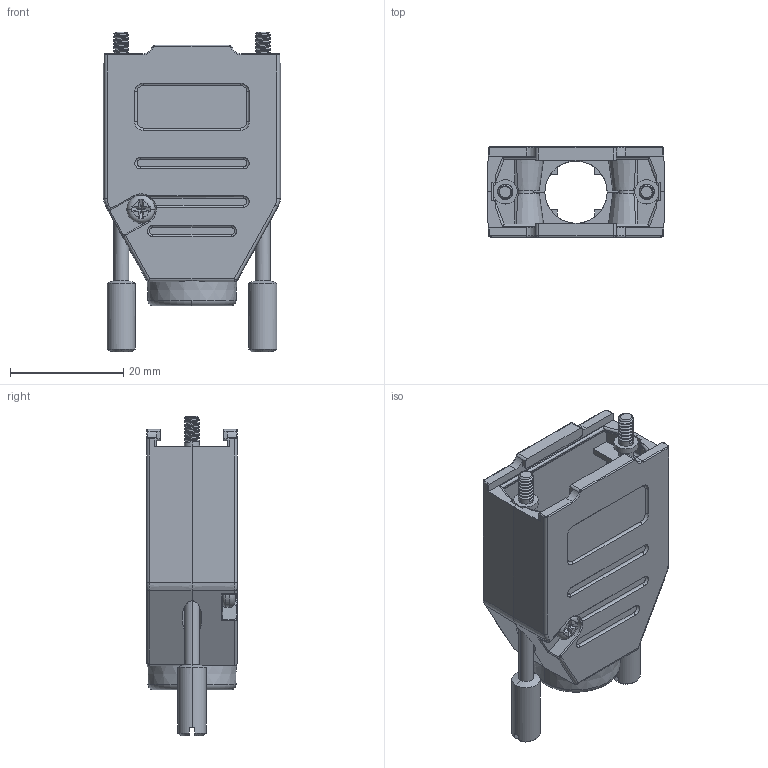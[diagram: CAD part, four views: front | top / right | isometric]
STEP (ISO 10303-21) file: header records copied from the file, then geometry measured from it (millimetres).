
FILE_DESCRIPTION (( 'STEP AP214' ), '1' );
FILE_NAME ('FDB0903-C200B-REF .STEP', '2025-01-22T08:02:36', ( '' ), ( '' ), 'SwSTEP 2.0', 'SolidWorks 2021', '' );
FILE_SCHEMA (( 'AUTOMOTIVE_DESIGN' ));
Length unit declared in the file: millimetre
Products named in the file (1): FDB0903-C200B-REF 
Bounding box: 31.28 x 16 x 56.5 mm (x, y, z)
Volume: 7211.6 mm3; surface area: 10185 mm2
Topology: 1 solids, 5 shells, 673 faces, 1757 edges, 1102 vertices
Faces by surface type: plane 308, cylinder 223, torus 54, bspline 46, cone 40, sphere 2
Entity records: 32586 total; most frequent: CARTESIAN_POINT 9323, ORIENTED_EDGE 3514, DIRECTION 3165, EDGE_CURVE 1757, AXIS2_PLACEMENT_3D 1126, VERTEX_POINT 1102, LINE 913, VECTOR 913
